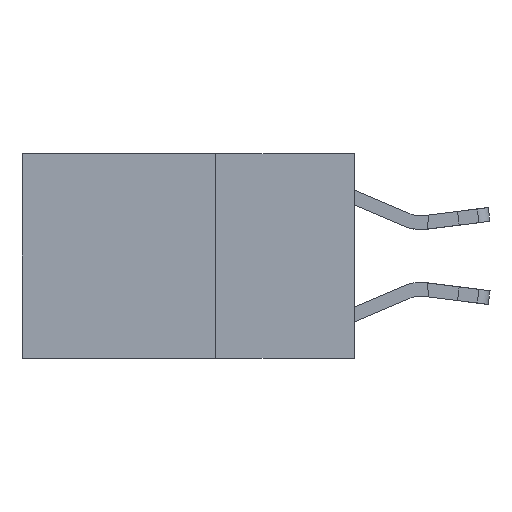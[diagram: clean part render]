
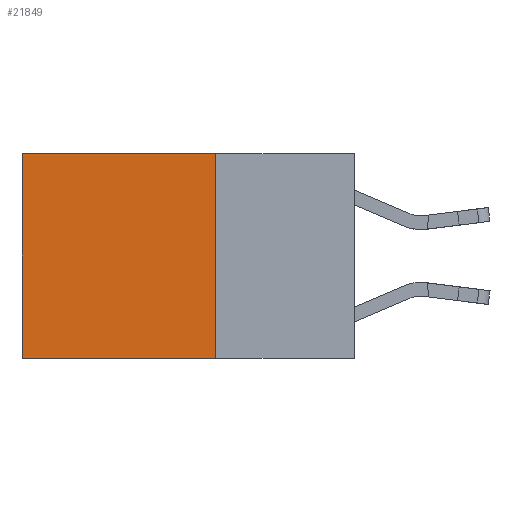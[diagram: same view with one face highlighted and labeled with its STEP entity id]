
A CAD part, left-side view. The second image highlights one B-rep face of the part: STEP entity #21849.
In plain terms, the highlighted planar face has unit normal (-1, 0, 0).
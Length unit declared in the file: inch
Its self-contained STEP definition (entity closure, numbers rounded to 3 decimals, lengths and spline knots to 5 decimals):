
#24 = LINE ( 'NONE', #7175, #16663 ) ;
#161 = VECTOR ( 'NONE', #7820, 39.37008 ) ;
#1343 = EDGE_LOOP ( 'NONE', ( #10065, #18220, #18556, #4562 ) ) ;
#1936 = CARTESIAN_POINT ( 'NONE',  ( 0.2625, 0.25, 0. ) ) ;
#2176 = CARTESIAN_POINT ( 'NONE',  ( 0.2625, 0.6, -0.37 ) ) ;
#2691 = DIRECTION ( 'NONE',  ( 0., 1., 0. ) ) ;
#2844 = CARTESIAN_POINT ( 'NONE',  ( 0.2625, 0.25, -0.37 ) ) ;
#3014 = CARTESIAN_POINT ( 'NONE',  ( 0.2625, 0.6, 0. ) ) ;
#3182 = VERTEX_POINT ( 'NONE', #2176 ) ;
#3600 = DIRECTION ( 'NONE',  ( 1., 0., 0. ) ) ;
#4475 = VERTEX_POINT ( 'NONE', #17293 ) ;
#4562 = ORIENTED_EDGE ( 'NONE', *, *, #11639, .T. ) ;
#4794 = EDGE_CURVE ( 'NONE', #4475, #3182, #10876, .T. ) ;
#5401 = DIRECTION ( 'NONE',  ( 0., 0., -1. ) ) ;
#6188 = VERTEX_POINT ( 'NONE', #3014 ) ;
#6633 = AXIS2_PLACEMENT_3D ( 'NONE', #1936, #3600, #5401 ) ;
#7175 = CARTESIAN_POINT ( 'NONE',  ( 0.2625, 0.25, 0. ) ) ;
#7734 = EDGE_CURVE ( 'NONE', #7999, #4475, #24, .T. ) ;
#7820 = DIRECTION ( 'NONE',  ( 0., 1., 0. ) ) ;
#7972 = CARTESIAN_POINT ( 'NONE',  ( 0.2625, 0.25, 0. ) ) ;
#7999 = VERTEX_POINT ( 'NONE', #11664 ) ;
#10065 = ORIENTED_EDGE ( 'NONE', *, *, #11218, .T. ) ;
#10876 = LINE ( 'NONE', #2844, #20018 ) ;
#11218 = EDGE_CURVE ( 'NONE', #6188, #3182, #14128, .T. ) ;
#11639 = EDGE_CURVE ( 'NONE', #7999, #6188, #17888, .T. ) ;
#11664 = CARTESIAN_POINT ( 'NONE',  ( 0.2625, 0.25, 0. ) ) ;
#11732 = DIRECTION ( 'NONE',  ( 0., 0., -1. ) ) ;
#14128 = LINE ( 'NONE', #16716, #18693 ) ;
#14227 = DIRECTION ( 'NONE',  ( 0., 0., -1. ) ) ;
#16663 = VECTOR ( 'NONE', #14227, 39.37008 ) ;
#16716 = CARTESIAN_POINT ( 'NONE',  ( 0.2625, 0.6, 0. ) ) ;
#17293 = CARTESIAN_POINT ( 'NONE',  ( 0.2625, 0.25, -0.37 ) ) ;
#17631 = FACE_OUTER_BOUND ( 'NONE', #1343, .T. ) ;
#17888 = LINE ( 'NONE', #7972, #161 ) ;
#18220 = ORIENTED_EDGE ( 'NONE', *, *, #4794, .F. ) ;
#18556 = ORIENTED_EDGE ( 'NONE', *, *, #7734, .F. ) ;
#18693 = VECTOR ( 'NONE', #11732, 39.37008 ) ;
#19246 = PLANE ( 'NONE',  #6633 ) ;
#20018 = VECTOR ( 'NONE', #2691, 39.37008 ) ;
#21849 = ADVANCED_FACE ( 'NONE', ( #17631 ), #19246, .F. ) ;
